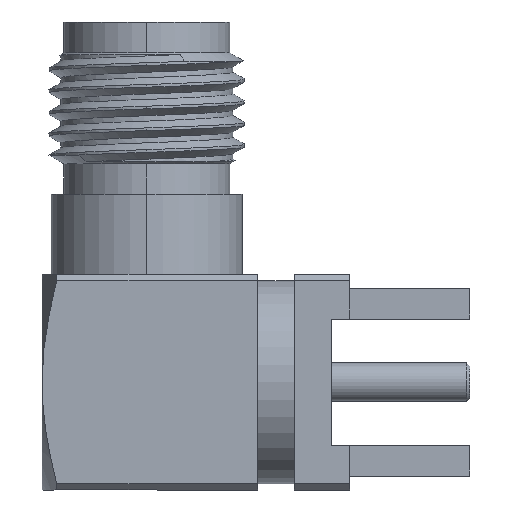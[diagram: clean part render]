
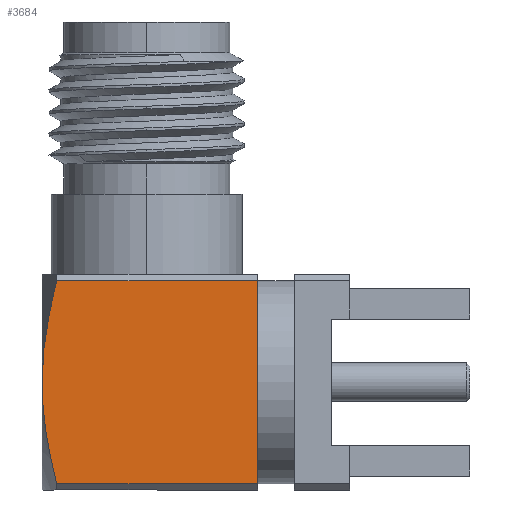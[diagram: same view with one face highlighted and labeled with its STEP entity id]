
A CAD part, left-side view. The second image highlights one B-rep face of the part: STEP entity #3684.
In plain terms, the highlighted planar face has unit normal (-1, 0, 0).
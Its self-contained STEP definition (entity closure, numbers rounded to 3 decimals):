
#32 = ORIENTED_EDGE ( 'NONE', *, *, #3422, .T. ) ;
#135 = EDGE_LOOP ( 'NONE', ( #266, #1211, #3475, #2885, #32 ) ) ;
#184 = CARTESIAN_POINT ( 'NONE',  ( -3.5, 10., -3.549 ) ) ;
#266 = ORIENTED_EDGE ( 'NONE', *, *, #985, .F. ) ;
#272 = CARTESIAN_POINT ( 'NONE',  ( -3.5, 0., 0. ) ) ;
#530 = VECTOR ( 'NONE', #2597, 1000. ) ;
#985 = EDGE_CURVE ( 'NONE', #4358, #1542, #3529, .T. ) ;
#993 = DIRECTION ( 'NONE',  ( -1., 0., 0. ) ) ;
#1036 = EDGE_CURVE ( 'NONE', #1754, #1121, #2652, .T. ) ;
#1083 = LINE ( 'NONE', #1272, #3670 ) ;
#1086 = AXIS2_PLACEMENT_3D ( 'NONE', #272, #993, #2051 ) ;
#1121 = VERTEX_POINT ( 'NONE', #3953 ) ;
#1211 = ORIENTED_EDGE ( 'NONE', *, *, #2526, .T. ) ;
#1213 = CARTESIAN_POINT ( 'NONE',  ( -3.5, 9.658, -1.34 ) ) ;
#1272 = CARTESIAN_POINT ( 'NONE',  ( -3.5, 3., -7.4 ) ) ;
#1347 = CARTESIAN_POINT ( 'NONE',  ( -3.5, 3., -0.8 ) ) ;
#1357 = LINE ( 'NONE', #3692, #2734 ) ;
#1498 = CARTESIAN_POINT ( 'NONE',  ( -3.5, 10., -4.1 ) ) ;
#1542 = VERTEX_POINT ( 'NONE', #4092 ) ;
#1754 = VERTEX_POINT ( 'NONE', #4038 ) ;
#1864 = CARTESIAN_POINT ( 'NONE',  ( -3.5, 9.659, -6.856 ) ) ;
#2051 = DIRECTION ( 'NONE',  ( 0., 0., 1. ) ) ;
#2287 = CARTESIAN_POINT ( 'NONE',  ( -3.5, 9.523, -7.4 ) ) ;
#2526 = EDGE_CURVE ( 'NONE', #4358, #1121, #1357, .T. ) ;
#2597 = DIRECTION ( 'NONE',  ( 0., 0., -1. ) ) ;
#2608 = CARTESIAN_POINT ( 'NONE',  ( -3.5, 9.523, -7.4 ) ) ;
#2652 = B_SPLINE_CURVE_WITH_KNOTS ( 'NONE', 3,
 ( #4573, #184, #3487, #2721, #1213, #3839 ),
 .UNSPECIFIED., .F., .F.,
 ( 4, 2, 4 ),
 ( 0.007, 0.009, 0.011 ),
 .UNSPECIFIED. ) ;
#2721 = CARTESIAN_POINT ( 'NONE',  ( -3.5, 9.778, -1.887 ) ) ;
#2734 = VECTOR ( 'NONE', #3114, 1000. ) ;
#2885 = ORIENTED_EDGE ( 'NONE', *, *, #4485, .F. ) ;
#2955 = CARTESIAN_POINT ( 'NONE',  ( -3.5, 10., -4.654 ) ) ;
#3114 = DIRECTION ( 'NONE',  ( 0., 1., 0. ) ) ;
#3422 = EDGE_CURVE ( 'NONE', #4110, #1542, #1083, .T. ) ;
#3458 = DIRECTION ( 'NONE',  ( 0., -1., 0. ) ) ;
#3475 = ORIENTED_EDGE ( 'NONE', *, *, #1036, .F. ) ;
#3487 = CARTESIAN_POINT ( 'NONE',  ( -3.5, 9.951, -2.996 ) ) ;
#3529 = LINE ( 'NONE', #4451, #530 ) ;
#3670 = VECTOR ( 'NONE', #3458, 1000. ) ;
#3684 = ADVANCED_FACE ( 'NONE', ( #3907 ), #4255, .T. ) ;
#3692 = CARTESIAN_POINT ( 'NONE',  ( -3.5, 9.472, -0.8 ) ) ;
#3706 = CARTESIAN_POINT ( 'NONE',  ( -3.5, 9.95, -5.205 ) ) ;
#3839 = CARTESIAN_POINT ( 'NONE',  ( -3.5, 9.523, -0.8 ) ) ;
#3907 = FACE_OUTER_BOUND ( 'NONE', #135, .T. ) ;
#3953 = CARTESIAN_POINT ( 'NONE',  ( -3.5, 9.523, -0.8 ) ) ;
#4038 = CARTESIAN_POINT ( 'NONE',  ( -3.5, 10., -4.1 ) ) ;
#4060 = CARTESIAN_POINT ( 'NONE',  ( -3.5, 9.779, -6.305 ) ) ;
#4092 = CARTESIAN_POINT ( 'NONE',  ( -3.5, 3., -7.4 ) ) ;
#4110 = VERTEX_POINT ( 'NONE', #2287 ) ;
#4255 = PLANE ( 'NONE',  #1086 ) ;
#4358 = VERTEX_POINT ( 'NONE', #1347 ) ;
#4451 = CARTESIAN_POINT ( 'NONE',  ( -3.5, 3., -7.6 ) ) ;
#4485 = EDGE_CURVE ( 'NONE', #4110, #1754, #4730, .T. ) ;
#4573 = CARTESIAN_POINT ( 'NONE',  ( -3.5, 10., -4.1 ) ) ;
#4730 = B_SPLINE_CURVE_WITH_KNOTS ( 'NONE', 3,
 ( #2608, #1864, #4060, #3706, #2955, #1498 ),
 .UNSPECIFIED., .F., .F.,
 ( 4, 2, 4 ),
 ( 0.004, 0.006, 0.007 ),
 .UNSPECIFIED. ) ;
